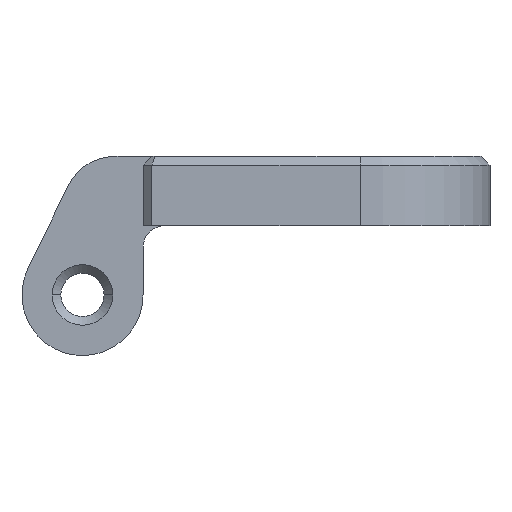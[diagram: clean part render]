
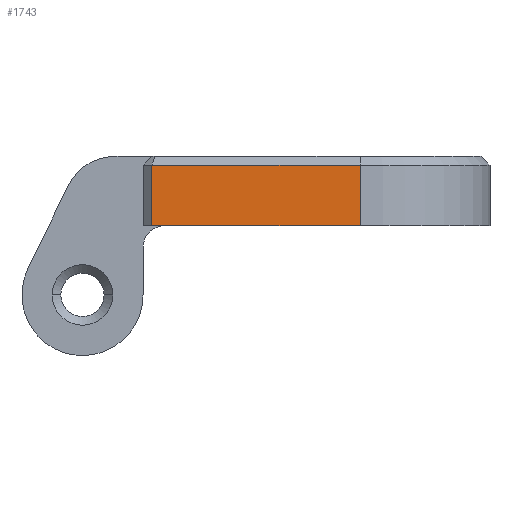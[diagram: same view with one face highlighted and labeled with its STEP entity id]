
A CAD part, front view. The second image highlights one B-rep face of the part: STEP entity #1743.
In plain terms, the highlighted free-form (B-spline) face has degree [1, 1] with [2, 2] control points.
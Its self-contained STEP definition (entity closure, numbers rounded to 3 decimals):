
#43 = B_SPLINE_SURFACE_WITH_KNOTS('',1,1,(
    (#44,#45)
    ,(#46,#47)),.UNSPECIFIED.,.F.,.F.,.F.,(2,2),(2,2),(0.,1.),(0.,1.),
  .PIECEWISE_BEZIER_KNOTS.);
#44 = CARTESIAN_POINT('',(-348.014,-248.496,0.));
#45 = CARTESIAN_POINT('',(-347.014,-249.496,0.));
#46 = CARTESIAN_POINT('',(-348.014,-248.496,7.));
#47 = CARTESIAN_POINT('',(-347.014,-249.496,7.));
#69 = B_SPLINE_SURFACE_WITH_KNOTS('',1,1,(
    (#70,#71)
    ,(#72,#73)),.UNSPECIFIED.,.F.,.F.,.F.,(2,2),(2,2),(0.,1.),(0.,1.),
  .PIECEWISE_BEZIER_KNOTS.);
#70 = CARTESIAN_POINT('',(-307.921,-249.496,0.));
#71 = CARTESIAN_POINT('',(-348.014,-249.496,0.));
#72 = CARTESIAN_POINT('',(-307.921,-106.496,0.));
#73 = CARTESIAN_POINT('',(-348.014,-106.496,0.));
#202 = B_SPLINE_SURFACE_WITH_KNOTS('',1,1,(
    (#203,#204)
    ,(#205,#206)),.UNSPECIFIED.,.F.,.F.,.F.,(2,2),(2,2),(0.,1.),(0.,1.),
  .PIECEWISE_BEZIER_KNOTS.);
#203 = CARTESIAN_POINT('',(-322.921,-248.496,8.));
#204 = CARTESIAN_POINT('',(-322.921,-249.496,7.));
#205 = CARTESIAN_POINT('',(-347.014,-248.496,8.));
#206 = CARTESIAN_POINT('',(-347.014,-249.496,7.));
#1025 = VERTEX_POINT('',#1026);
#1026 = CARTESIAN_POINT('',(-347.014,-249.496,0.));
#1045 = EDGE_CURVE('',#1046,#1025,#1048,.T.);
#1046 = VERTEX_POINT('',#1047);
#1047 = CARTESIAN_POINT('',(-322.921,-249.496,0.));
#1048 = SURFACE_CURVE('',#1049,(#1053,#1059),.PCURVE_S1.);
#1049 = LINE('',#1050,#1051);
#1050 = CARTESIAN_POINT('',(-322.921,-249.496,0.));
#1051 = VECTOR('',#1052,1.);
#1052 = DIRECTION('',(-1.,0.,0.));
#1053 = PCURVE('',#69,#1054);
#1054 = DEFINITIONAL_REPRESENTATION('',(#1055),#1058);
#1055 = B_SPLINE_CURVE_WITH_KNOTS('',1,(#1056,#1057),.UNSPECIFIED.,.F.,
  .F.,(2,2),(0.,24.093),.PIECEWISE_BEZIER_KNOTS.);
#1056 = CARTESIAN_POINT('',(0.,0.374));
#1057 = CARTESIAN_POINT('',(0.,0.975));
#1058 = ( GEOMETRIC_REPRESENTATION_CONTEXT(2) 
PARAMETRIC_REPRESENTATION_CONTEXT() REPRESENTATION_CONTEXT('2D SPACE',''
  ) );
#1059 = PCURVE('',#1060,#1065);
#1060 = B_SPLINE_SURFACE_WITH_KNOTS('',1,1,(
    (#1061,#1062)
    ,(#1063,#1064
    )),.UNSPECIFIED.,.F.,.F.,.F.,(2,2),(2,2),(0.,1.),(0.,1.),
  .PIECEWISE_BEZIER_KNOTS.);
#1061 = CARTESIAN_POINT('',(-322.921,-249.496,7.));
#1062 = CARTESIAN_POINT('',(-347.014,-249.496,7.));
#1063 = CARTESIAN_POINT('',(-322.921,-249.496,0.));
#1064 = CARTESIAN_POINT('',(-347.014,-249.496,0.));
#1065 = DEFINITIONAL_REPRESENTATION('',(#1066),#1069);
#1066 = B_SPLINE_CURVE_WITH_KNOTS('',1,(#1067,#1068),.UNSPECIFIED.,.F.,
  .F.,(2,2),(0.,24.093),.PIECEWISE_BEZIER_KNOTS.);
#1067 = CARTESIAN_POINT('',(1.,0.));
#1068 = CARTESIAN_POINT('',(1.,1.));
#1069 = ( GEOMETRIC_REPRESENTATION_CONTEXT(2) 
PARAMETRIC_REPRESENTATION_CONTEXT() REPRESENTATION_CONTEXT('2D SPACE',''
  ) );
#1102 = SURFACE_OF_REVOLUTION('',#1103,#1107);
#1103 = LINE('',#1104,#1105);
#1104 = CARTESIAN_POINT('',(-322.921,-249.496,0.));
#1105 = VECTOR('',#1106,1.);
#1106 = DIRECTION('',(0.,0.,1.));
#1107 = AXIS1_PLACEMENT('',#1108,#1109);
#1108 = CARTESIAN_POINT('',(-322.921,-234.496,-56.));
#1109 = DIRECTION('',(0.,0.,-1.));
#1743 = ADVANCED_FACE('',(#1744),#1060,.F.);
#1744 = FACE_BOUND('',#1745,.F.);
#1745 = EDGE_LOOP('',(#1746,#1767,#1768,#1789));
#1746 = ORIENTED_EDGE('',*,*,#1747,.F.);
#1747 = EDGE_CURVE('',#1046,#1748,#1750,.T.);
#1748 = VERTEX_POINT('',#1749);
#1749 = CARTESIAN_POINT('',(-322.921,-249.496,7.));
#1750 = SURFACE_CURVE('',#1751,(#1755,#1761),.PCURVE_S1.);
#1751 = LINE('',#1752,#1753);
#1752 = CARTESIAN_POINT('',(-322.921,-249.496,0.));
#1753 = VECTOR('',#1754,1.);
#1754 = DIRECTION('',(0.,0.,1.));
#1755 = PCURVE('',#1060,#1756);
#1756 = DEFINITIONAL_REPRESENTATION('',(#1757),#1760);
#1757 = B_SPLINE_CURVE_WITH_KNOTS('',1,(#1758,#1759),.UNSPECIFIED.,.F.,
  .F.,(2,2),(0.,7.),.PIECEWISE_BEZIER_KNOTS.);
#1758 = CARTESIAN_POINT('',(1.,0.));
#1759 = CARTESIAN_POINT('',(0.,0.));
#1760 = ( GEOMETRIC_REPRESENTATION_CONTEXT(2) 
PARAMETRIC_REPRESENTATION_CONTEXT() REPRESENTATION_CONTEXT('2D SPACE',''
  ) );
#1761 = PCURVE('',#1102,#1762);
#1762 = DEFINITIONAL_REPRESENTATION('',(#1763),#1766);
#1763 = B_SPLINE_CURVE_WITH_KNOTS('',1,(#1764,#1765),.UNSPECIFIED.,.F.,
  .F.,(2,2),(0.,7.),.PIECEWISE_BEZIER_KNOTS.);
#1764 = CARTESIAN_POINT('',(6.283,0.));
#1765 = CARTESIAN_POINT('',(6.283,7.));
#1766 = ( GEOMETRIC_REPRESENTATION_CONTEXT(2) 
PARAMETRIC_REPRESENTATION_CONTEXT() REPRESENTATION_CONTEXT('2D SPACE',''
  ) );
#1767 = ORIENTED_EDGE('',*,*,#1045,.T.);
#1768 = ORIENTED_EDGE('',*,*,#1769,.T.);
#1769 = EDGE_CURVE('',#1025,#1770,#1772,.T.);
#1770 = VERTEX_POINT('',#1771);
#1771 = CARTESIAN_POINT('',(-347.014,-249.496,7.));
#1772 = SURFACE_CURVE('',#1773,(#1777,#1783),.PCURVE_S1.);
#1773 = LINE('',#1774,#1775);
#1774 = CARTESIAN_POINT('',(-347.014,-249.496,0.)
  );
#1775 = VECTOR('',#1776,1.);
#1776 = DIRECTION('',(0.,0.,1.));
#1777 = PCURVE('',#1060,#1778);
#1778 = DEFINITIONAL_REPRESENTATION('',(#1779),#1782);
#1779 = B_SPLINE_CURVE_WITH_KNOTS('',1,(#1780,#1781),.UNSPECIFIED.,.F.,
  .F.,(2,2),(0.,7.),.PIECEWISE_BEZIER_KNOTS.);
#1780 = CARTESIAN_POINT('',(1.,1.));
#1781 = CARTESIAN_POINT('',(0.,1.));
#1782 = ( GEOMETRIC_REPRESENTATION_CONTEXT(2) 
PARAMETRIC_REPRESENTATION_CONTEXT() REPRESENTATION_CONTEXT('2D SPACE',''
  ) );
#1783 = PCURVE('',#43,#1784);
#1784 = DEFINITIONAL_REPRESENTATION('',(#1785),#1788);
#1785 = B_SPLINE_CURVE_WITH_KNOTS('',1,(#1786,#1787),.UNSPECIFIED.,.F.,
  .F.,(2,2),(0.,7.),.PIECEWISE_BEZIER_KNOTS.);
#1786 = CARTESIAN_POINT('',(0.,1.));
#1787 = CARTESIAN_POINT('',(1.,1.));
#1788 = ( GEOMETRIC_REPRESENTATION_CONTEXT(2) 
PARAMETRIC_REPRESENTATION_CONTEXT() REPRESENTATION_CONTEXT('2D SPACE',''
  ) );
#1789 = ORIENTED_EDGE('',*,*,#1790,.F.);
#1790 = EDGE_CURVE('',#1748,#1770,#1791,.T.);
#1791 = SURFACE_CURVE('',#1792,(#1796,#1802),.PCURVE_S1.);
#1792 = LINE('',#1793,#1794);
#1793 = CARTESIAN_POINT('',(-322.921,-249.496,7.));
#1794 = VECTOR('',#1795,1.);
#1795 = DIRECTION('',(-1.,0.,0.));
#1796 = PCURVE('',#1060,#1797);
#1797 = DEFINITIONAL_REPRESENTATION('',(#1798),#1801);
#1798 = B_SPLINE_CURVE_WITH_KNOTS('',1,(#1799,#1800),.UNSPECIFIED.,.F.,
  .F.,(2,2),(0.,24.093),.PIECEWISE_BEZIER_KNOTS.);
#1799 = CARTESIAN_POINT('',(0.,0.));
#1800 = CARTESIAN_POINT('',(0.,1.));
#1801 = ( GEOMETRIC_REPRESENTATION_CONTEXT(2) 
PARAMETRIC_REPRESENTATION_CONTEXT() REPRESENTATION_CONTEXT('2D SPACE',''
  ) );
#1802 = PCURVE('',#202,#1803);
#1803 = DEFINITIONAL_REPRESENTATION('',(#1804),#1807);
#1804 = B_SPLINE_CURVE_WITH_KNOTS('',1,(#1805,#1806),.UNSPECIFIED.,.F.,
  .F.,(2,2),(0.,24.093),.PIECEWISE_BEZIER_KNOTS.);
#1805 = CARTESIAN_POINT('',(0.,1.));
#1806 = CARTESIAN_POINT('',(1.,1.));
#1807 = ( GEOMETRIC_REPRESENTATION_CONTEXT(2) 
PARAMETRIC_REPRESENTATION_CONTEXT() REPRESENTATION_CONTEXT('2D SPACE',''
  ) );
